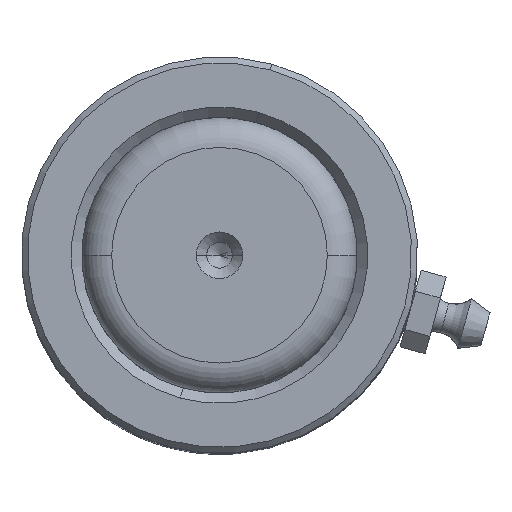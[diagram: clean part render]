
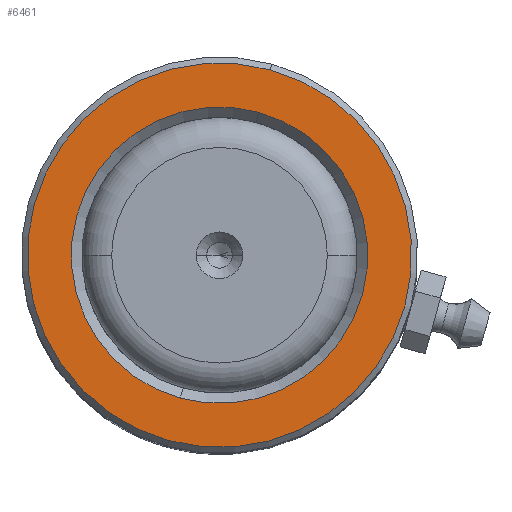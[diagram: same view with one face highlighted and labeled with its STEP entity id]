
A CAD part, top view. The second image highlights one B-rep face of the part: STEP entity #6461.
In plain terms, the highlighted planar face has unit normal (0, 0, 1).
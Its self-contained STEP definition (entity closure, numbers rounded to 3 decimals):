
#21 = CIRCLE ( 'NONE', #5063, 17.2 ) ;
#105 = CARTESIAN_POINT ( 'NONE',  ( 17.2, 0., 80. ) ) ;
#365 = DIRECTION ( 'NONE',  ( 1., 0., 0. ) ) ;
#472 = AXIS2_PLACEMENT_3D ( 'NONE', #5804, #1071, #365 ) ;
#601 = AXIS2_PLACEMENT_3D ( 'NONE', #1746, #6549, #7914 ) ;
#874 = DIRECTION ( 'NONE',  ( 0., 0., 1. ) ) ;
#968 = FACE_OUTER_BOUND ( 'NONE', #7939, .T. ) ;
#1055 = ORIENTED_EDGE ( 'NONE', *, *, #6420, .T. ) ;
#1071 = DIRECTION ( 'NONE',  ( 0., 0., 1. ) ) ;
#1613 = EDGE_CURVE ( 'NONE', #3826, #3089, #5089, .T. ) ;
#1746 = CARTESIAN_POINT ( 'NONE',  ( 0., 0., 80. ) ) ;
#1750 = AXIS2_PLACEMENT_3D ( 'NONE', #3440, #4846, #5429 ) ;
#2724 = ORIENTED_EDGE ( 'NONE', *, *, #1613, .T. ) ;
#3089 = VERTEX_POINT ( 'NONE', #8065 ) ;
#3440 = CARTESIAN_POINT ( 'NONE',  ( 0., 0., 80. ) ) ;
#3547 = DIRECTION ( 'NONE',  ( 0., 0., -1. ) ) ;
#3826 = VERTEX_POINT ( 'NONE', #5803 ) ;
#4303 = CARTESIAN_POINT ( 'NONE',  ( 0., 0., 80. ) ) ;
#4467 = AXIS2_PLACEMENT_3D ( 'NONE', #5097, #874, #4499 ) ;
#4499 = DIRECTION ( 'NONE',  ( 1., 0., 0. ) ) ;
#4600 = CIRCLE ( 'NONE', #1750, 17.2 ) ;
#4846 = DIRECTION ( 'NONE',  ( 0., 0., -1. ) ) ;
#5038 = EDGE_CURVE ( 'NONE', #8848, #5408, #21, .T. ) ;
#5063 = AXIS2_PLACEMENT_3D ( 'NONE', #4303, #3547, #8381 ) ;
#5089 = CIRCLE ( 'NONE', #472, 22.3 ) ;
#5097 = CARTESIAN_POINT ( 'NONE',  ( 0., 0., 80. ) ) ;
#5408 = VERTEX_POINT ( 'NONE', #105 ) ;
#5429 = DIRECTION ( 'NONE',  ( 1., 0., 0. ) ) ;
#5803 = CARTESIAN_POINT ( 'NONE',  ( 22.3, 0., 80. ) ) ;
#5804 = CARTESIAN_POINT ( 'NONE',  ( 0., 0., 80. ) ) ;
#5845 = PLANE ( 'NONE',  #601 ) ;
#5957 = ORIENTED_EDGE ( 'NONE', *, *, #5038, .T. ) ;
#6383 = ORIENTED_EDGE ( 'NONE', *, *, #7587, .T. ) ;
#6420 = EDGE_CURVE ( 'NONE', #3089, #3826, #8287, .T. ) ;
#6461 = ADVANCED_FACE ( 'NONE', ( #968, #7638 ), #5845, .T. ) ;
#6549 = DIRECTION ( 'NONE',  ( 0., 0., 1. ) ) ;
#6800 = CARTESIAN_POINT ( 'NONE',  ( -17.2, 0., 80. ) ) ;
#7587 = EDGE_CURVE ( 'NONE', #5408, #8848, #4600, .T. ) ;
#7638 = FACE_BOUND ( 'NONE', #8898, .T. ) ;
#7914 = DIRECTION ( 'NONE',  ( 1., 0., 0. ) ) ;
#7939 = EDGE_LOOP ( 'NONE', ( #1055, #2724 ) ) ;
#8065 = CARTESIAN_POINT ( 'NONE',  ( -22.3, 0., 80. ) ) ;
#8287 = CIRCLE ( 'NONE', #4467, 22.3 ) ;
#8381 = DIRECTION ( 'NONE',  ( 1., 0., 0. ) ) ;
#8848 = VERTEX_POINT ( 'NONE', #6800 ) ;
#8898 = EDGE_LOOP ( 'NONE', ( #6383, #5957 ) ) ;
